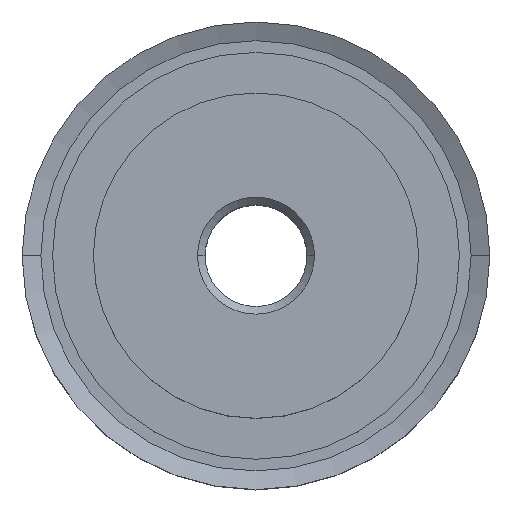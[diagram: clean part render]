
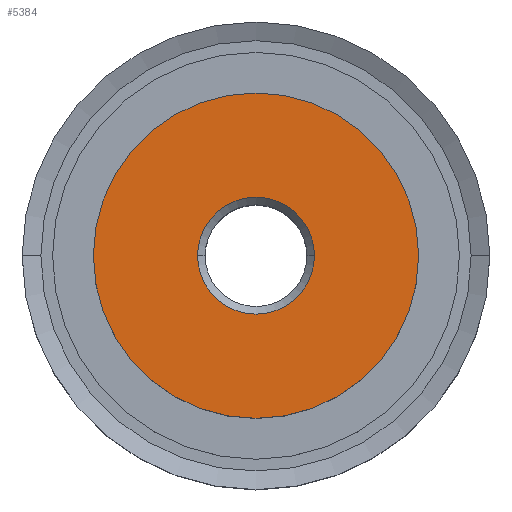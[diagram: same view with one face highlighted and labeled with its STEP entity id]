
A CAD part, top view. The second image highlights one B-rep face of the part: STEP entity #5384.
In plain terms, the highlighted planar face has unit normal (0, 0, 1).
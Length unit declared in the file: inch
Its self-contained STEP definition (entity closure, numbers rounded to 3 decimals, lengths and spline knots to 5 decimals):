
#471 = DIRECTION ( 'NONE',  ( -1., 0., 0. ) ) ;
#495 = DIRECTION ( 'NONE',  ( 1., 0., 0. ) ) ;
#562 = CARTESIAN_POINT ( 'NONE',  ( 0., 0., 0.5 ) ) ;
#598 = CARTESIAN_POINT ( 'NONE',  ( 0., 0., 0.5 ) ) ;
#630 = CIRCLE ( 'NONE', #2569, 0.35937 ) ;
#866 = ORIENTED_EDGE ( 'NONE', *, *, #6017, .T. ) ;
#1124 = CARTESIAN_POINT ( 'NONE',  ( 1., 0., 0.5 ) ) ;
#1372 = EDGE_CURVE ( 'NONE', #4288, #5429, #2085, .T. ) ;
#1591 = AXIS2_PLACEMENT_3D ( 'NONE', #3020, #7117, #3608 ) ;
#1823 = AXIS2_PLACEMENT_3D ( 'NONE', #7452, #3942, #471 ) ;
#1905 = EDGE_CURVE ( 'NONE', #6164, #6451, #630, .T. ) ;
#2080 = AXIS2_PLACEMENT_3D ( 'NONE', #5139, #3972, #495 ) ;
#2085 = CIRCLE ( 'NONE', #4428, 1. ) ;
#2464 = DIRECTION ( 'NONE',  ( 0., 0., -1. ) ) ;
#2569 = AXIS2_PLACEMENT_3D ( 'NONE', #598, #2464, #3003 ) ;
#2841 = DIRECTION ( 'NONE',  ( 0., 0., -1. ) ) ;
#3003 = DIRECTION ( 'NONE',  ( 1., 0., 0. ) ) ;
#3010 = CIRCLE ( 'NONE', #1591, 0.35937 ) ;
#3020 = CARTESIAN_POINT ( 'NONE',  ( 0., 0., 0.5 ) ) ;
#3267 = ORIENTED_EDGE ( 'NONE', *, *, #6316, .F. ) ;
#3378 = PLANE ( 'NONE',  #2080 ) ;
#3460 = CARTESIAN_POINT ( 'NONE',  ( -1., 0., 0.5 ) ) ;
#3608 = DIRECTION ( 'NONE',  ( 1., 0., 0. ) ) ;
#3678 = ORIENTED_EDGE ( 'NONE', *, *, #1905, .T. ) ;
#3942 = DIRECTION ( 'NONE',  ( 0., 0., -1. ) ) ;
#3972 = DIRECTION ( 'NONE',  ( 0., 0., 1. ) ) ;
#4108 = CIRCLE ( 'NONE', #1823, 1. ) ;
#4288 = VERTEX_POINT ( 'NONE', #1124 ) ;
#4428 = AXIS2_PLACEMENT_3D ( 'NONE', #562, #2841, #4849 ) ;
#4849 = DIRECTION ( 'NONE',  ( -1., 0., 0. ) ) ;
#5139 = CARTESIAN_POINT ( 'NONE',  ( 1., 0., 0.5 ) ) ;
#5384 = ADVANCED_FACE ( 'NONE', ( #6044, #7443 ), #3378, .T. ) ;
#5407 = EDGE_LOOP ( 'NONE', ( #3267, #7536 ) ) ;
#5429 = VERTEX_POINT ( 'NONE', #3460 ) ;
#6017 = EDGE_CURVE ( 'NONE', #6451, #6164, #3010, .T. ) ;
#6044 = FACE_BOUND ( 'NONE', #7306, .T. ) ;
#6164 = VERTEX_POINT ( 'NONE', #6666 ) ;
#6316 = EDGE_CURVE ( 'NONE', #5429, #4288, #4108, .T. ) ;
#6451 = VERTEX_POINT ( 'NONE', #7549 ) ;
#6666 = CARTESIAN_POINT ( 'NONE',  ( 0.35937, 0., 0.5 ) ) ;
#7117 = DIRECTION ( 'NONE',  ( 0., 0., -1. ) ) ;
#7306 = EDGE_LOOP ( 'NONE', ( #3678, #866 ) ) ;
#7443 = FACE_OUTER_BOUND ( 'NONE', #5407, .T. ) ;
#7452 = CARTESIAN_POINT ( 'NONE',  ( 0., 0., 0.5 ) ) ;
#7536 = ORIENTED_EDGE ( 'NONE', *, *, #1372, .F. ) ;
#7549 = CARTESIAN_POINT ( 'NONE',  ( -0.35937, 0., 0.5 ) ) ;
